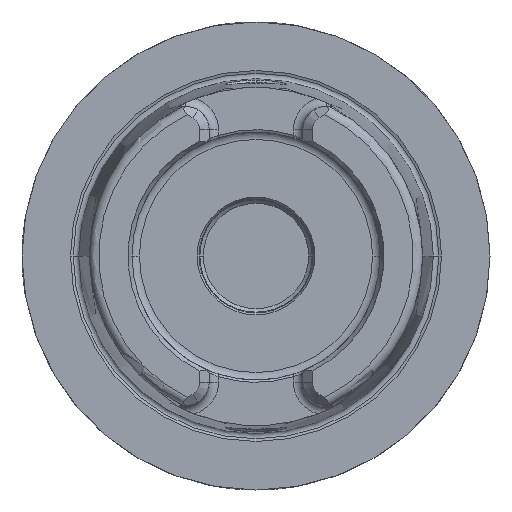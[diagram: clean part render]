
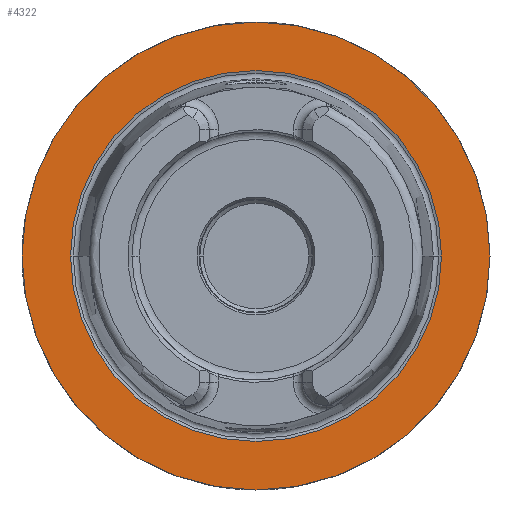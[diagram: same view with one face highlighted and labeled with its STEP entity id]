
A CAD part, left-side view. The second image highlights one B-rep face of the part: STEP entity #4322.
In plain terms, the highlighted planar face has unit normal (-1, 0, 0).
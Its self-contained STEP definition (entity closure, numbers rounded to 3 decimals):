
#905=CARTESIAN_POINT('',(0.,0.,0.));
#906=DIRECTION('',(1.,0.,0.));
#907=DIRECTION('',(0.,1.,0.));
#908=AXIS2_PLACEMENT_3D('',#905,#906,#907);
#910=CARTESIAN_POINT('',(0.,0.,0.));
#911=DIRECTION('',(-1.,0.,0.));
#912=DIRECTION('',(0.,1.,0.));
#913=AXIS2_PLACEMENT_3D('',#910,#911,#912);
#915=CARTESIAN_POINT('',(0.,0.,0.));
#916=DIRECTION('',(-1.,0.,0.));
#917=DIRECTION('',(0.,-1.,0.));
#918=AXIS2_PLACEMENT_3D('',#915,#916,#917);
#920=CARTESIAN_POINT('',(0.,0.,0.));
#921=DIRECTION('',(-1.,0.,0.));
#922=DIRECTION('',(0.,1.,0.));
#923=AXIS2_PLACEMENT_3D('',#920,#921,#922);
#2873=CARTESIAN_POINT('',(0.,50.,0.));
#2874=CARTESIAN_POINT('',(0.,-50.,0.));
#2875=VERTEX_POINT('',#2873);
#2876=VERTEX_POINT('',#2874);
#2901=CARTESIAN_POINT('',(0.,-39.632,0.));
#2902=VERTEX_POINT('',#2901);
#2903=CARTESIAN_POINT('',(0.,39.632,0.));
#2904=VERTEX_POINT('',#2903);
#4307=CARTESIAN_POINT('',(0.,0.,0.));
#4308=DIRECTION('',(1.,0.,0.));
#4309=DIRECTION('',(0.,-1.,0.));
#4310=AXIS2_PLACEMENT_3D('',#4307,#4308,#4309);
#4311=PLANE('',#4310);
#4313=ORIENTED_EDGE('',*,*,#4312,.T.);
#4315=ORIENTED_EDGE('',*,*,#4314,.F.);
#4316=EDGE_LOOP('',(#4313,#4315));
#4317=FACE_OUTER_BOUND('',#4316,.F.);
#4318=ORIENTED_EDGE('',*,*,#4302,.T.);
#4319=ORIENTED_EDGE('',*,*,#4286,.T.);
#4320=EDGE_LOOP('',(#4318,#4319));
#4321=FACE_BOUND('',#4320,.F.);
#4322=ADVANCED_FACE('',(#4317,#4321),#4311,.F.);
#909=CIRCLE('',#908,50.);
#914=CIRCLE('',#913,50.);
#919=CIRCLE('',#918,39.632);
#924=CIRCLE('',#923,39.632);
#4286=EDGE_CURVE('',#2904,#2902,#924,.T.);
#4302=EDGE_CURVE('',#2902,#2904,#919,.T.);
#4312=EDGE_CURVE('',#2875,#2876,#909,.T.);
#4314=EDGE_CURVE('',#2875,#2876,#914,.T.);
